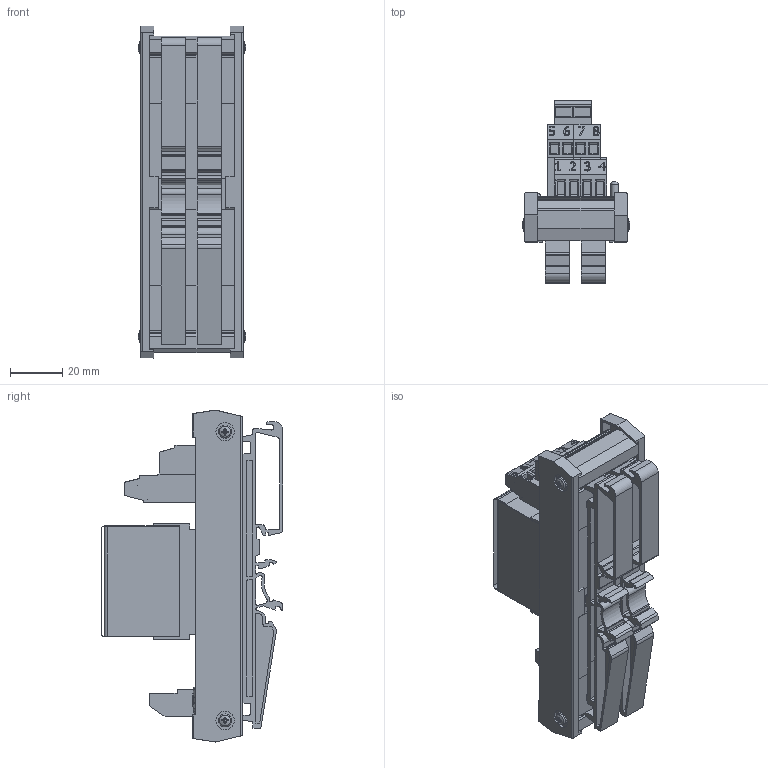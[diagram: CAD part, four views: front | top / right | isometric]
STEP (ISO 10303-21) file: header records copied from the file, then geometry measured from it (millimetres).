
FILE_DESCRIPTION((''),'2;1');
FILE_NAME('4Pole8Amp.stp','2015-07-16T15:37:57',('CAD Station'),(''),'Autodesk Inventor 2013','Autodesk Inventor 2013','');
FILE_SCHEMA(('CONFIG_CONTROL_DESIGN'));
Length unit declared in the file: millimetre
Products named in the file (16): 4Pole8AmpAssy; Base_Leg_120; Base_Side_120; 4Pole8Amp1Channel_Board; Case_Part_120; 2 GREEN updated; 2 hole green; 4_Color_resistor; resistor leg; Mini_Black_Resistor; BS EN ISO 7045 Z - Metric M2.5 x 10 - 4.8 - Z; 1_4Numberplate; 5-8Labels; Red_Bulb; 4Pole8Amp1Channel_Relay; 4Pole8Amp1Channel_RelayMount
Assembly tree (27 placements, depth 2):
  4Pole8AmpAssy
    Base_Leg_120  x2
    Base_Side_120  x2
    4Pole8Amp1Channel_Board
    Case_Part_120
    2 GREEN updated  x2
    2 hole green
    4_Color_resistor
    resistor leg  x6
    Mini_Black_Resistor  x2
    BS EN ISO 7045 Z - Metric M2.5 x 10 - 4.8 - Z  x4
    1_4Numberplate
    5-8Labels
    Red_Bulb
    4Pole8Amp1Channel_Relay
    4Pole8Amp1Channel_RelayMount
Bounding box: 41.28 x 69.64 x 127.03 mm (x, y, z)
Volume: 58814.1 mm3; surface area: 79880.3 mm2
Topology: 27 solids, 29 shells, 1691 faces, 4551 edges, 2999 vertices
Faces by surface type: plane 1103, cylinder 318, bspline 156, cone 76, torus 26, sphere 12
Full cylindrical faces by diameter (mm): 0.5 x12, 1 x8, 2.256 x4, 2.5 x14, 2.51 x2, 2.7 x2, 2.75 x1, 3 x2, 3.2 x6, 3.75 x2, 4 x8, 7 x4, 9 x4, 11.5 x1
Entity records: 38837 total; most frequent: CARTESIAN_POINT 8904, ORIENTED_EDGE 6224, DIRECTION 5321, EDGE_CURVE 3124, VECTOR 2343, LINE 2343, VERTEX_POINT 2101, AXIS2_PLACEMENT_3D 1489
